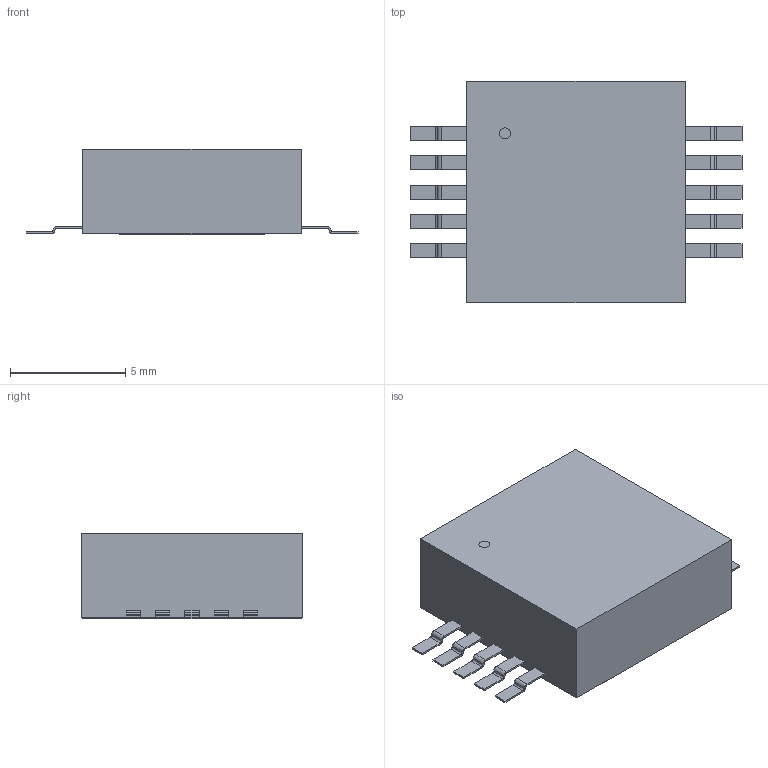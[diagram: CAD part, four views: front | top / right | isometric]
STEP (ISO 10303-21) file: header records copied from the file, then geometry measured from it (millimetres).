
FILE_DESCRIPTION(('STEP AP214'),'1');
FILE_NAME('POWERSO-10_STM','2024-01-15T08:44:42',(''),(''),'','','');
FILE_SCHEMA(('AUTOMOTIVE_DESIGN'));
Length unit declared in the file: millimetre
Products named in the file (1): product
Bounding box: 14.4 x 9.6 x 3.71 mm (x, y, z)
Volume: 338 mm3; surface area: 480.4 mm2
Topology: 13 solids, 13 shells, 155 faces, 387 edges, 258 vertices
Faces by surface type: plane 114, cylinder 41
Full cylindrical faces by diameter (mm): 0.475 x1
Entity records: 4557 total; most frequent: DIRECTION 782, ORIENTED_EDGE 772, CARTESIAN_POINT 457, EDGE_CURVE 386, LINE 304, VECTOR 304, VERTEX_POINT 258, AXIS2_PLACEMENT_3D 239
